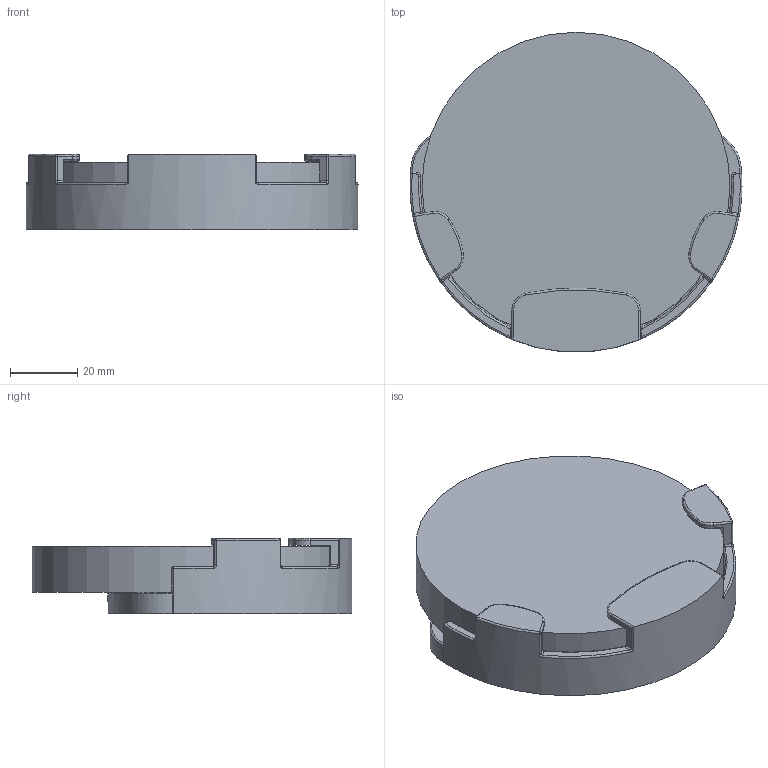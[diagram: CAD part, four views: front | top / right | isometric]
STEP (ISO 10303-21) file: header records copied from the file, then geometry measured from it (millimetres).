
FILE_DESCRIPTION(/* description */ (''),/* implementation_level */ '2;1');
FILE_NAME(/* name */ 'Sander Holder v3.step',/* time_stamp */ '2017-09-28T13:07:47-07:00',/* author */ (''),/* organization */ (''),/* preprocessor_version */ 'ST-DEVELOPER v16.13',/* originating_system */ 'Autodesk Translation Framework v6.1.1.50',/* authorisation */ '');
FILE_SCHEMA (('AUTOMOTIVE_DESIGN { 1 0 10303 214 3 1 1 }'));
Length unit declared in the file: inch
Products named in the file (3): Sander Holder v3; Disc; Body
Assembly tree (2 placements, depth 2):
  Sander Holder v3
    Disc
    Body
Bounding box: 98.55 x 94.85 x 22.35 mm (x, y, z)
Volume: 115730.3 mm3; surface area: 42747.5 mm2
Topology: 2 solids, 2 shells, 307 faces, 733 edges, 467 vertices
Faces by surface type: plane 182, cylinder 64, bspline 32, torus 23, sphere 6
Full cylindrical faces by diameter (mm): 10.16 x2, 91.44 x1
Entity records: 10361 total; most frequent: CARTESIAN_POINT 3192, ORIENTED_EDGE 1458, DIRECTION 1431, EDGE_CURVE 729, LINE 487, VECTOR 487, AXIS2_PLACEMENT_3D 472, VERTEX_POINT 467
